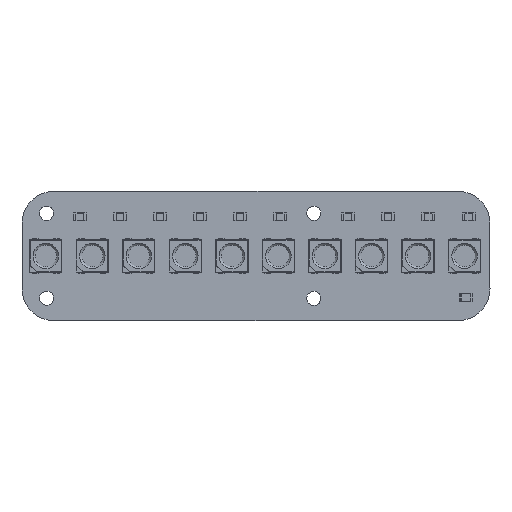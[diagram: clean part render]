
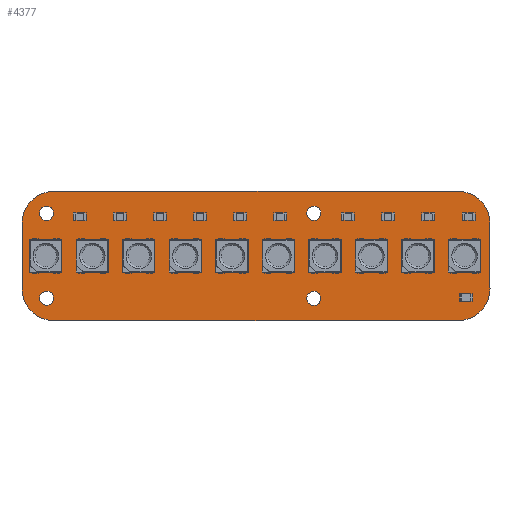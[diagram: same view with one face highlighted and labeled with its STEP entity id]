
A CAD part, top view. The second image highlights one B-rep face of the part: STEP entity #4377.
In plain terms, the highlighted planar face has unit normal (0, 0, 1).
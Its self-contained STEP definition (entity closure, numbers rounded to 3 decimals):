
#4184 = VERTEX_POINT('',#4185);
#4185 = CARTESIAN_POINT('',(134.67,-53.55,1.51));
#4191 = EDGE_CURVE('',#4184,#4192,#4194,.T.);
#4192 = VERTEX_POINT('',#4193);
#4193 = CARTESIAN_POINT('',(139.579,-58.459,1.51));
#4194 = CIRCLE('',#4195,4.909);
#4195 = AXIS2_PLACEMENT_3D('',#4196,#4197,#4198);
#4196 = CARTESIAN_POINT('',(134.67,-58.459,1.51));
#4197 = DIRECTION('',(0.,0.,-1.));
#4198 = DIRECTION('',(0.,1.,0.));
#4226 = VERTEX_POINT('',#4227);
#4227 = CARTESIAN_POINT('',(71.959,-53.553,1.51));
#4233 = EDGE_CURVE('',#4226,#4184,#4234,.T.);
#4234 = LINE('',#4235,#4236);
#4235 = CARTESIAN_POINT('',(71.959,-53.553,1.51));
#4236 = VECTOR('',#4237,1.);
#4237 = DIRECTION('',(1.,0.,0.));
#4255 = EDGE_CURVE('',#4192,#4256,#4258,.T.);
#4256 = VERTEX_POINT('',#4257);
#4257 = CARTESIAN_POINT('',(139.58,-68.641,1.51));
#4258 = LINE('',#4259,#4260);
#4259 = CARTESIAN_POINT('',(139.579,-58.459,1.51));
#4260 = VECTOR('',#4261,1.);
#4261 = DIRECTION('',(0.,-1.,0.));
#4377 = ADVANCED_FACE('',(#4378,#4424,#4435,#4446,#4457),#4468,.T.);
#4378 = FACE_BOUND('',#4379,.T.);
#4379 = EDGE_LOOP('',(#4380,#4381,#4382,#4391,#4399,#4408,#4416,#4423));
#4380 = ORIENTED_EDGE('',*,*,#4191,.F.);
#4381 = ORIENTED_EDGE('',*,*,#4233,.F.);
#4382 = ORIENTED_EDGE('',*,*,#4383,.F.);
#4383 = EDGE_CURVE('',#4384,#4226,#4386,.T.);
#4384 = VERTEX_POINT('',#4385);
#4385 = CARTESIAN_POINT('',(67.05,-58.462,1.51));
#4386 = CIRCLE('',#4387,4.909);
#4387 = AXIS2_PLACEMENT_3D('',#4388,#4389,#4390);
#4388 = CARTESIAN_POINT('',(71.959,-58.462,1.51));
#4389 = DIRECTION('',(0.,0.,-1.));
#4390 = DIRECTION('',(-1.,0.,-0.));
#4391 = ORIENTED_EDGE('',*,*,#4392,.F.);
#4392 = EDGE_CURVE('',#4393,#4384,#4395,.T.);
#4393 = VERTEX_POINT('',#4394);
#4394 = CARTESIAN_POINT('',(67.05,-68.641,1.51));
#4395 = LINE('',#4396,#4397);
#4396 = CARTESIAN_POINT('',(67.05,-68.641,1.51));
#4397 = VECTOR('',#4398,1.);
#4398 = DIRECTION('',(0.,1.,0.));
#4399 = ORIENTED_EDGE('',*,*,#4400,.F.);
#4400 = EDGE_CURVE('',#4401,#4393,#4403,.T.);
#4401 = VERTEX_POINT('',#4402);
#4402 = CARTESIAN_POINT('',(71.959,-73.55,1.51));
#4403 = CIRCLE('',#4404,4.909);
#4404 = AXIS2_PLACEMENT_3D('',#4405,#4406,#4407);
#4405 = CARTESIAN_POINT('',(71.959,-68.641,1.51));
#4406 = DIRECTION('',(0.,0.,-1.));
#4407 = DIRECTION('',(0.,-1.,0.));
#4408 = ORIENTED_EDGE('',*,*,#4409,.F.);
#4409 = EDGE_CURVE('',#4410,#4401,#4412,.T.);
#4410 = VERTEX_POINT('',#4411);
#4411 = CARTESIAN_POINT('',(134.671,-73.55,1.51));
#4412 = LINE('',#4413,#4414);
#4413 = CARTESIAN_POINT('',(134.671,-73.55,1.51));
#4414 = VECTOR('',#4415,1.);
#4415 = DIRECTION('',(-1.,0.,0.));
#4416 = ORIENTED_EDGE('',*,*,#4417,.F.);
#4417 = EDGE_CURVE('',#4256,#4410,#4418,.T.);
#4418 = CIRCLE('',#4419,4.909);
#4419 = AXIS2_PLACEMENT_3D('',#4420,#4421,#4422);
#4420 = CARTESIAN_POINT('',(134.671,-68.641,1.51));
#4421 = DIRECTION('',(0.,0.,-1.));
#4422 = DIRECTION('',(1.,0.,0.));
#4423 = ORIENTED_EDGE('',*,*,#4255,.F.);
#4424 = FACE_BOUND('',#4425,.T.);
#4425 = EDGE_LOOP('',(#4426));
#4426 = ORIENTED_EDGE('',*,*,#4427,.T.);
#4427 = EDGE_CURVE('',#4428,#4428,#4430,.T.);
#4428 = VERTEX_POINT('',#4429);
#4429 = CARTESIAN_POINT('',(70.866,-71.204,1.51));
#4430 = CIRCLE('',#4431,1.1);
#4431 = AXIS2_PLACEMENT_3D('',#4432,#4433,#4434);
#4432 = CARTESIAN_POINT('',(70.866,-70.104,1.51));
#4433 = DIRECTION('',(-0.,0.,-1.));
#4434 = DIRECTION('',(-0.,-1.,0.));
#4435 = FACE_BOUND('',#4436,.T.);
#4436 = EDGE_LOOP('',(#4437));
#4437 = ORIENTED_EDGE('',*,*,#4438,.T.);
#4438 = EDGE_CURVE('',#4439,#4439,#4441,.T.);
#4439 = VERTEX_POINT('',#4440);
#4440 = CARTESIAN_POINT('',(112.268,-71.229,1.51));
#4441 = CIRCLE('',#4442,1.1);
#4442 = AXIS2_PLACEMENT_3D('',#4443,#4444,#4445);
#4443 = CARTESIAN_POINT('',(112.268,-70.129,1.51));
#4444 = DIRECTION('',(-0.,0.,-1.));
#4445 = DIRECTION('',(-0.,-1.,0.));
#4446 = FACE_BOUND('',#4447,.T.);
#4447 = EDGE_LOOP('',(#4448));
#4448 = ORIENTED_EDGE('',*,*,#4449,.T.);
#4449 = EDGE_CURVE('',#4450,#4450,#4452,.T.);
#4450 = VERTEX_POINT('',#4451);
#4451 = CARTESIAN_POINT('',(70.841,-58.047,1.51));
#4452 = CIRCLE('',#4453,1.1);
#4453 = AXIS2_PLACEMENT_3D('',#4454,#4455,#4456);
#4454 = CARTESIAN_POINT('',(70.841,-56.947,1.51));
#4455 = DIRECTION('',(-0.,0.,-1.));
#4456 = DIRECTION('',(-0.,-1.,0.));
#4457 = FACE_BOUND('',#4458,.T.);
#4458 = EDGE_LOOP('',(#4459));
#4459 = ORIENTED_EDGE('',*,*,#4460,.T.);
#4460 = EDGE_CURVE('',#4461,#4461,#4463,.T.);
#4461 = VERTEX_POINT('',#4462);
#4462 = CARTESIAN_POINT('',(112.268,-58.047,1.51));
#4463 = CIRCLE('',#4464,1.1);
#4464 = AXIS2_PLACEMENT_3D('',#4465,#4466,#4467);
#4465 = CARTESIAN_POINT('',(112.268,-56.947,1.51));
#4466 = DIRECTION('',(-0.,0.,-1.));
#4467 = DIRECTION('',(-0.,-1.,0.));
#4468 = PLANE('',#4469);
#4469 = AXIS2_PLACEMENT_3D('',#4470,#4471,#4472);
#4470 = CARTESIAN_POINT('',(0.,0.,1.51));
#4471 = DIRECTION('',(0.,0.,1.));
#4472 = DIRECTION('',(1.,0.,-0.));
